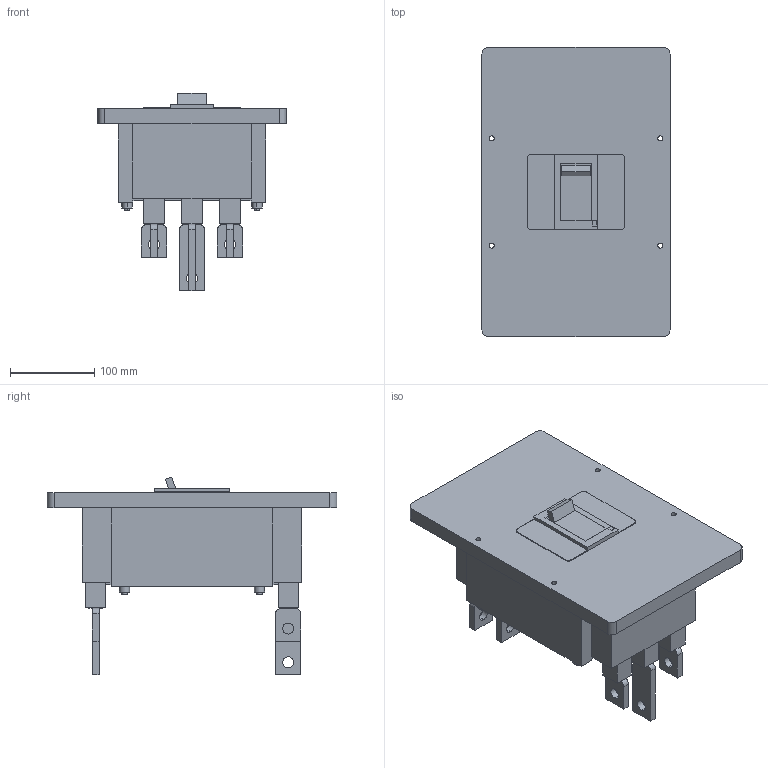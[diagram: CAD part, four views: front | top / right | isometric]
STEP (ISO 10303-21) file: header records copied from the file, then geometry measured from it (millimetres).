
FILE_DESCRIPTION(('CoCreate Modeling STEP Export'),'2;1');
FILE_NAME('Ｓ４００ＮＦ３Ｐ.stp','2016-03-31T13:37:52',(''),(''),'CoCreate Modeling STEP processor for AP214 (Solid Model)','CoCreate Modeling 17.0 01-Apr-2010 (C) Parametric Technology GmbH','');
FILE_SCHEMA(('AUTOMOTIVE_DESIGN { 1 0 10303 214 1 1 1 1 }'));
Length unit declared in the file: millimetre
Products named in the file (9): p3.5; p3.4; p3.3; p3.2; p3.1; p3; p1; p2.1; Ｓ４００ＮＦ３Ｐ
Assembly tree (11 placements, depth 2):
  Ｓ４００ＮＦ３Ｐ
    p2.1  x4
    p1
    p3
    p3.1
    p3.2
    p3.3
    p3.4
    p3.5
Bounding box: 223 x 343 x 234.5 mm (x, y, z)
Volume: 5500991 mm3; surface area: 309294.6 mm2
Topology: 11 solids, 11 shells, 241 faces, 592 edges, 388 vertices
Faces by surface type: plane 185, cylinder 56
Entity records: 7246 total; most frequent: ORIENTED_EDGE 1112, CARTESIAN_POINT 1063, DIRECTION 966, EDGE_CURVE 556, VECTOR 432, LINE 432, VERTEX_POINT 364, AXIS2_PLACEMENT_3D 267
